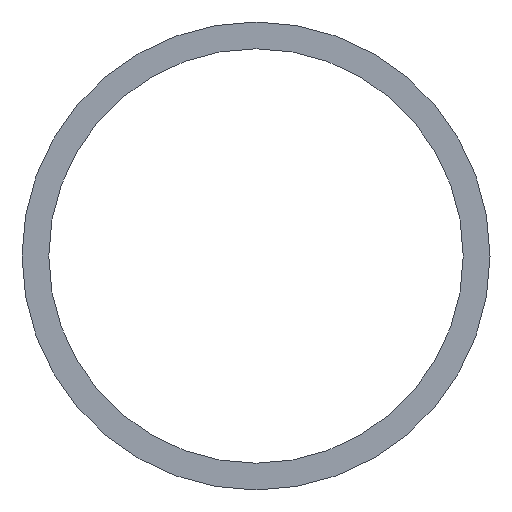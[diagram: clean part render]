
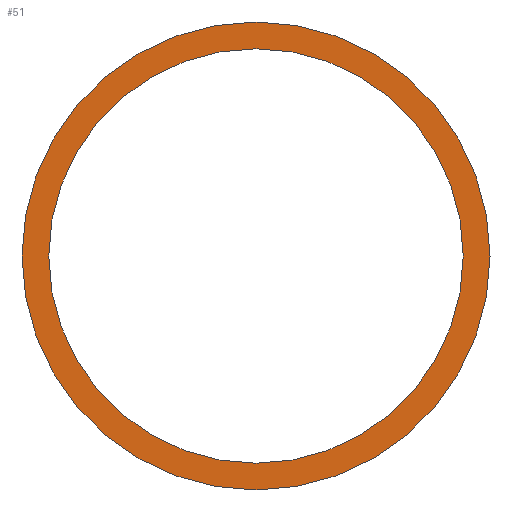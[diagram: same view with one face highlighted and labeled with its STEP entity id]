
A CAD part, left-side view. The second image highlights one B-rep face of the part: STEP entity #51.
In plain terms, the highlighted planar face has unit normal (-1, 0, 0).
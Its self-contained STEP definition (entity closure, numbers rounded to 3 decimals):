
#51 = ADVANCED_FACE( '', ( #121, #122 ), #123, .F. );
#53 = VERTEX_POINT( '', #125 );
#77 = EDGE_CURVE( '', #101, #93, #151, .T. );
#85 = EDGE_CURVE( '', #53, #91, #162, .T. );
#89 = EDGE_CURVE( '', #91, #53, #166, .T. );
#91 = VERTEX_POINT( '', #168 );
#93 = VERTEX_POINT( '', #170 );
#99 = EDGE_CURVE( '', #93, #101, #177, .T. );
#101 = VERTEX_POINT( '', #179 );
#121 = FACE_OUTER_BOUND( '', #189, .T. );
#122 = FACE_BOUND( '', #190, .T. );
#123 = PLANE( '', #191 );
#125 = CARTESIAN_POINT( '', ( 0., 0., -31.5 ) );
#151 = CIRCLE( '', #230, 27.9 );
#162 = CIRCLE( '', #242, 31.5 );
#166 = CIRCLE( '', #248, 31.5 );
#168 = CARTESIAN_POINT( '', ( 0., 0., 31.5 ) );
#170 = CARTESIAN_POINT( '', ( 0., 0., -27.9 ) );
#177 = CIRCLE( '', #261, 27.9 );
#179 = CARTESIAN_POINT( '', ( 0., 0., 27.9 ) );
#189 = EDGE_LOOP( '', ( #267, #268 ) );
#190 = EDGE_LOOP( '', ( #269, #270 ) );
#191 = AXIS2_PLACEMENT_3D( '', #271, #272, #273 );
#230 = AXIS2_PLACEMENT_3D( '', #300, #301, #302 );
#242 = AXIS2_PLACEMENT_3D( '', #319, #320, #321 );
#248 = AXIS2_PLACEMENT_3D( '', #325, #326, #327 );
#261 = AXIS2_PLACEMENT_3D( '', #339, #340, #341 );
#267 = ORIENTED_EDGE( '', *, *, #85, .F. );
#268 = ORIENTED_EDGE( '', *, *, #89, .F. );
#269 = ORIENTED_EDGE( '', *, *, #99, .T. );
#270 = ORIENTED_EDGE( '', *, *, #77, .T. );
#271 = CARTESIAN_POINT( '', ( 0., 0., 0. ) );
#272 = DIRECTION( '', ( 1., 0., 0. ) );
#273 = DIRECTION( '', ( 0., 0., -1. ) );
#300 = CARTESIAN_POINT( '', ( 0., 0., 0. ) );
#301 = DIRECTION( '', ( 1., 0., 0. ) );
#302 = DIRECTION( '', ( 0., 0., -1. ) );
#319 = CARTESIAN_POINT( '', ( 0., 0., 0. ) );
#320 = DIRECTION( '', ( 1., 0., 0. ) );
#321 = DIRECTION( '', ( 0., 0., -1. ) );
#325 = CARTESIAN_POINT( '', ( 0., 0., 0. ) );
#326 = DIRECTION( '', ( 1., 0., 0. ) );
#327 = DIRECTION( '', ( 0., 0., -1. ) );
#339 = CARTESIAN_POINT( '', ( 0., 0., 0. ) );
#340 = DIRECTION( '', ( 1., 0., 0. ) );
#341 = DIRECTION( '', ( 0., 0., -1. ) );
